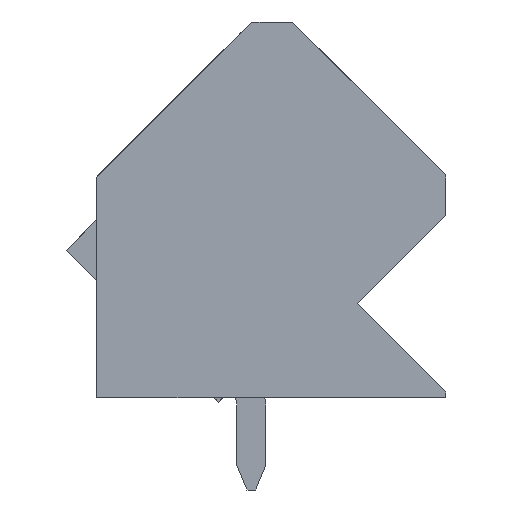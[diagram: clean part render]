
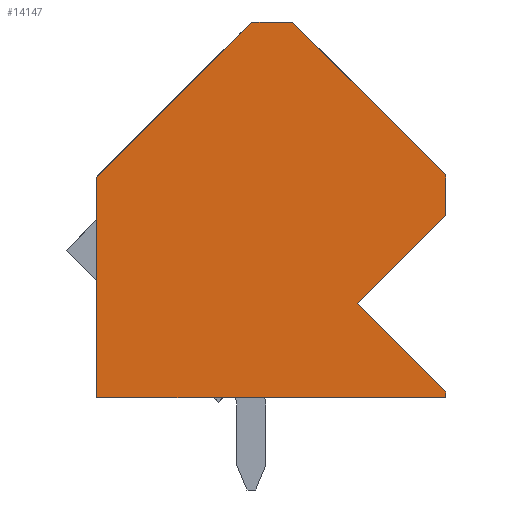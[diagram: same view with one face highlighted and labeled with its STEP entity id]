
A CAD part, left-side view. The second image highlights one B-rep face of the part: STEP entity #14147.
In plain terms, the highlighted planar face has unit normal (-1, 0, 0).
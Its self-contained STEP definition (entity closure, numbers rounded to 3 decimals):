
#14110=AXIS2_PLACEMENT_3D('Plane Axis2P3D',#14107,#14108,#14109) ;
#13956=CARTESIAN_POINT('Vertex',(0.,6.718,16.228)) ;
#13959=CARTESIAN_POINT('Line Origine',(0.,6.01,16.228)) ;
#13963=CARTESIAN_POINT('Vertex',(0.,5.303,16.228)) ;
#13999=CARTESIAN_POINT('Vertex',(0.,0.001,3.4)) ;
#14002=CARTESIAN_POINT('Line Origine',(0.,0.,3.3)) ;
#14006=CARTESIAN_POINT('Vertex',(0.,0.,3.2)) ;
#14032=CARTESIAN_POINT('Vertex',(0.,3.055,6.455)) ;
#14035=CARTESIAN_POINT('Line Origine',(0.,1.528,4.927)) ;
#14058=CARTESIAN_POINT('Vertex',(0.,0.,9.51)) ;
#14061=CARTESIAN_POINT('Line Origine',(0.,1.528,7.983)) ;
#14091=CARTESIAN_POINT('Vertex',(0.,0.,10.924)) ;
#14094=CARTESIAN_POINT('Line Origine',(0.,0.,10.217)) ;
#14107=CARTESIAN_POINT('Axis2P3D Location',(0.,0.,0.)) ;
#14112=CARTESIAN_POINT('Line Origine',(0.,9.405,13.54)) ;
#14116=CARTESIAN_POINT('Vertex',(0.,12.092,10.853)) ;
#14119=CARTESIAN_POINT('Line Origine',(0.,12.093,7.027)) ;
#14123=CARTESIAN_POINT('Vertex',(0.,12.093,3.2)) ;
#14126=CARTESIAN_POINT('Line Origine',(0.,6.046,3.2)) ;
#14131=CARTESIAN_POINT('Line Origine',(0.,2.652,13.576)) ;
#13960=DIRECTION('Vector Direction',(0.,-1.,0.)) ;
#14003=DIRECTION('Vector Direction',(0.,-0.004,-1.)) ;
#14036=DIRECTION('Vector Direction',(0.,-0.707,-0.707)) ;
#14062=DIRECTION('Vector Direction',(0.,0.707,-0.707)) ;
#14095=DIRECTION('Vector Direction',(0.,0.,-1.)) ;
#14108=DIRECTION('Axis2P3D Direction',(-1.,0.,0.)) ;
#14109=DIRECTION('Axis2P3D XDirection',(0.,0.,1.)) ;
#14113=DIRECTION('Vector Direction',(0.,-0.707,0.707)) ;
#14120=DIRECTION('Vector Direction',(0.,0.,1.)) ;
#14127=DIRECTION('Vector Direction',(0.,1.,0.)) ;
#14132=DIRECTION('Vector Direction',(0.,-0.707,-0.707)) ;
#13961=VECTOR('Line Direction',#13960,1.) ;
#14004=VECTOR('Line Direction',#14003,1.) ;
#14037=VECTOR('Line Direction',#14036,1.) ;
#14063=VECTOR('Line Direction',#14062,1.) ;
#14096=VECTOR('Line Direction',#14095,1.) ;
#14114=VECTOR('Line Direction',#14113,1.) ;
#14121=VECTOR('Line Direction',#14120,1.) ;
#14128=VECTOR('Line Direction',#14127,1.) ;
#14133=VECTOR('Line Direction',#14132,1.) ;
#14137=ORIENTED_EDGE('',*,*,#13965,.T.) ;
#14138=ORIENTED_EDGE('',*,*,#14118,.T.) ;
#14139=ORIENTED_EDGE('',*,*,#14125,.T.) ;
#14140=ORIENTED_EDGE('',*,*,#14130,.T.) ;
#14141=ORIENTED_EDGE('',*,*,#14008,.T.) ;
#14142=ORIENTED_EDGE('',*,*,#14039,.T.) ;
#14143=ORIENTED_EDGE('',*,*,#14065,.T.) ;
#14144=ORIENTED_EDGE('',*,*,#14098,.T.) ;
#14145=ORIENTED_EDGE('',*,*,#14135,.T.) ;
#14147=ADVANCED_FACE('HOUSING',(#14146),#14111,.T.) ;
#13965=EDGE_CURVE('',#13964,#13957,#13962,.F.) ;
#14008=EDGE_CURVE('',#14007,#14000,#14005,.F.) ;
#14039=EDGE_CURVE('',#14000,#14033,#14038,.F.) ;
#14065=EDGE_CURVE('',#14033,#14059,#14064,.F.) ;
#14098=EDGE_CURVE('',#14059,#14092,#14097,.F.) ;
#14118=EDGE_CURVE('',#13957,#14117,#14115,.F.) ;
#14125=EDGE_CURVE('',#14117,#14124,#14122,.F.) ;
#14130=EDGE_CURVE('',#14124,#14007,#14129,.F.) ;
#14135=EDGE_CURVE('',#14092,#13964,#14134,.F.) ;
#14136=EDGE_LOOP('',(#14137,#14138,#14139,#14140,#14141,#14142,#14143,#14144,#14145)) ;
#14146=FACE_OUTER_BOUND('',#14136,.T.) ;
#13962=LINE('Line',#13959,#13961) ;
#14005=LINE('Line',#14002,#14004) ;
#14038=LINE('Line',#14035,#14037) ;
#14064=LINE('Line',#14061,#14063) ;
#14097=LINE('Line',#14094,#14096) ;
#14115=LINE('Line',#14112,#14114) ;
#14122=LINE('Line',#14119,#14121) ;
#14129=LINE('Line',#14126,#14128) ;
#14134=LINE('Line',#14131,#14133) ;
#14111=PLANE('',#14110) ;
#13957=VERTEX_POINT('',#13956) ;
#13964=VERTEX_POINT('',#13963) ;
#14000=VERTEX_POINT('',#13999) ;
#14007=VERTEX_POINT('',#14006) ;
#14033=VERTEX_POINT('',#14032) ;
#14059=VERTEX_POINT('',#14058) ;
#14092=VERTEX_POINT('',#14091) ;
#14117=VERTEX_POINT('',#14116) ;
#14124=VERTEX_POINT('',#14123) ;
